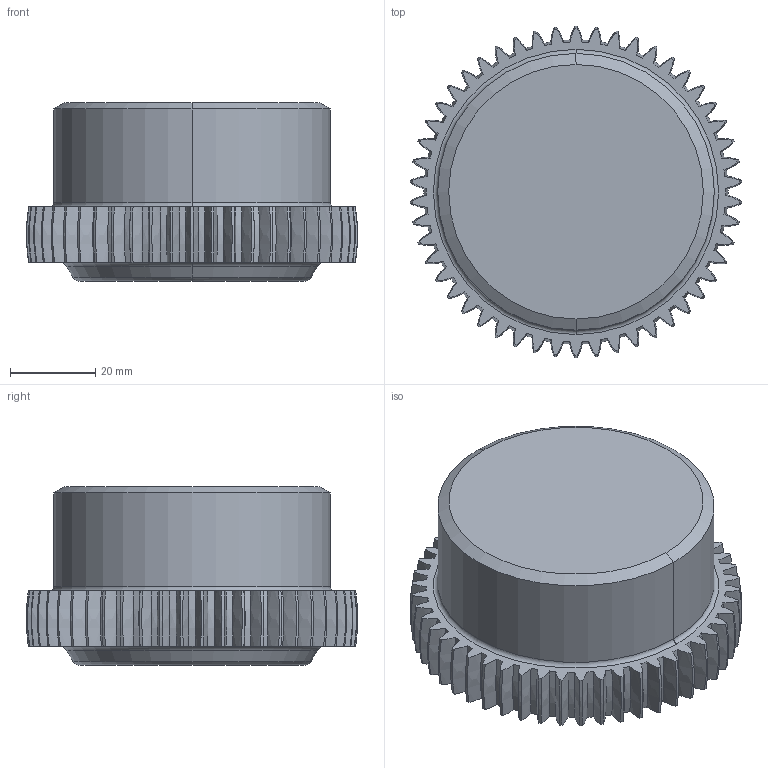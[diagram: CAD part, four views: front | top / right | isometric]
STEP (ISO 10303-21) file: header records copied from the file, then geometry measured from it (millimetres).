
FILE_DESCRIPTION((''),'2;1');
FILE_NAME('010422000040_INT','2006-03-22T',('Rathmann'),(''),'PRO/ENGINEER BY PARAMETRIC TECHNOLOGY CORPORATION, 2005180','PRO/ENGINEER BY PARAMETRIC TECHNOLOGY CORPORATION, 2005180','');
FILE_SCHEMA(('AUTOMOTIVE_DESIGN_CC2 { 1 2 10303 214 -1 1 5 2 }'));
Length unit declared in the file: millimetre
Products named in the file (1): 010422000040_INT
Bounding box: 77.86 x 78 x 42 mm (x, y, z)
Volume: 148378.3 mm3; surface area: 19428.2 mm2
Topology: 1 solids, 1 shells, 216 faces, 630 edges, 420 vertices
Faces by surface type: bspline 150, sphere 50, torus 6, cone 4, plane 4, cylinder 2
Entity records: 9930 total; most frequent: CARTESIAN_POINT 5513, ORIENTED_EDGE 1256, EDGE_CURVE 628, B_SPLINE_CURVE_WITH_KNOTS 500, VERTEX_POINT 416, DIRECTION 386, EDGE_LOOP 218, FACE_OUTER_BOUND 216
